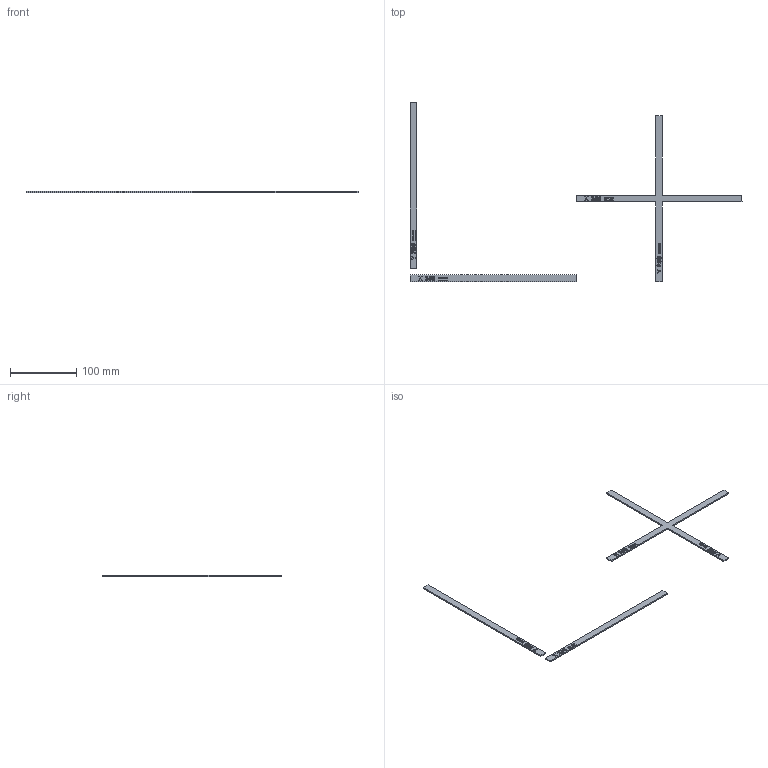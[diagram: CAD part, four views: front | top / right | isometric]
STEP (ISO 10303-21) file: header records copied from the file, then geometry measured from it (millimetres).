
FILE_DESCRIPTION(/* description */ (''),/* implementation_level */ '2;1');
FILE_NAME(/* name */ 'XY Calibration Strips A2 - 250mm.step',/* time_stamp */ '2026-02-16T23:03:34-07:00',/* author */ (''),/* organization */ (''),/* preprocessor_version */ 'ST-DEVELOPER v20.1',/* originating_system */ 'Autodesk Translation Framework v14.24.0.0',/* authorisation */ '');
FILE_SCHEMA (('AUTOMOTIVE_DESIGN { 1 0 10303 214 3 1 1 }'));
Length unit declared in the file: millimetre
Products named in the file (1): P1 Filter
Bounding box: 500 x 270 x 2 mm (x, y, z)
Volume: 19657.5 mm3; surface area: 24163.8 mm2
Topology: 3 solids, 3 shells, 584 faces, 1650 edges, 1100 vertices
Faces by surface type: bspline 356, plane 228
Entity records: 23605 total; most frequent: CARTESIAN_POINT 10907, ORIENTED_EDGE 3300, EDGE_CURVE 1650, DIRECTION 1396, VERTEX_POINT 1100, LINE 938, VECTOR 938, B_SPLINE_CURVE_WITH_KNOTS 712
